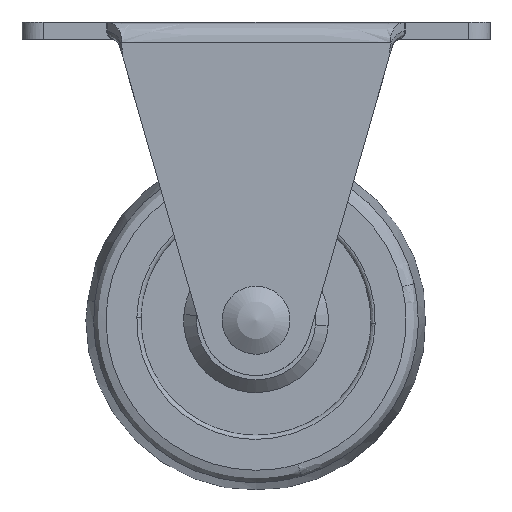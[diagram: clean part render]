
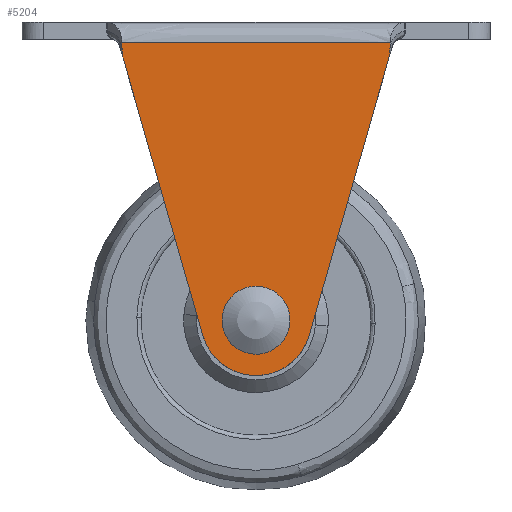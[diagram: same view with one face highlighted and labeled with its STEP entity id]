
A CAD part, front view. The second image highlights one B-rep face of the part: STEP entity #5204.
In plain terms, the highlighted free-form (B-spline) face has degree [1, 1] with [2, 2] control points.
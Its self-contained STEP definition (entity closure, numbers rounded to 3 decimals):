
#2179=CARTESIAN_POINT('',(2.994,-12.0,-34.817));
#2180=VERTEX_POINT('',#2179);
#2186=CARTESIAN_POINT('',(0.0,-12.0,-32.));
#2187=VERTEX_POINT('',#2186);
#2188=CARTESIAN_POINT('',(0.0,-12.0,-32.));
#2189=CARTESIAN_POINT('',(2.822,-12.0,-32.));
#2190=CARTESIAN_POINT('',(2.994,-12.0,-34.817));
#2198=(BOUNDED_CURVE()B_SPLINE_CURVE(2,(#2188,#2189,#2190),.UNSPECIFIED.,.F.,.U.)B_SPLINE_CURVE_WITH_KNOTS((3,3),(0.5,0.739),.UNSPECIFIED.)CURVE()GEOMETRIC_REPRESENTATION_ITEM()RATIONAL_B_SPLINE_CURVE((1.0,0.72,0.976))REPRESENTATION_ITEM(''));
#2199=EDGE_CURVE('',#2187,#2180,#2198,.T.);
#2201=CARTESIAN_POINT('',(-2.979,-12.0,-35.354));
#2202=VERTEX_POINT('',#2201);
#2203=CARTESIAN_POINT('',(-2.979,-12.,-35.354));
#2204=CARTESIAN_POINT('',(-3.,-12.0,-35.178));
#2205=CARTESIAN_POINT('',(-3.,-12.0,-35.0));
#2206=CARTESIAN_POINT('',(-3.,-12.0,-32.));
#2207=CARTESIAN_POINT('',(0.0,-12.0,-32.));
#2215=(BOUNDED_CURVE()B_SPLINE_CURVE(2,(#2203,#2204,#2205,#2206,#2207),.UNSPECIFIED.,.F.,.U.)B_SPLINE_CURVE_WITH_KNOTS((3,2,3),(0.23,0.25,0.5),.UNSPECIFIED.)CURVE()GEOMETRIC_REPRESENTATION_ITEM()RATIONAL_B_SPLINE_CURVE((0.956,0.976,1.0,0.707,1.0))REPRESENTATION_ITEM(''));
#2216=EDGE_CURVE('',#2202,#2187,#2215,.T.);
#2260=CARTESIAN_POINT('',(0.0,-12.0,-38.));
#2261=VERTEX_POINT('',#2260);
#2262=CARTESIAN_POINT('',(0.0,-12.0,-38.));
#2263=CARTESIAN_POINT('',(-2.665,-12.0,-38.));
#2264=CARTESIAN_POINT('',(-2.979,-12.,-35.354));
#2272=(BOUNDED_CURVE()B_SPLINE_CURVE(2,(#2262,#2263,#2264),.UNSPECIFIED.,.F.,.U.)B_SPLINE_CURVE_WITH_KNOTS((3,3),(0.0,0.23),.UNSPECIFIED.)CURVE()GEOMETRIC_REPRESENTATION_ITEM()RATIONAL_B_SPLINE_CURVE((1.0,0.731,0.956))REPRESENTATION_ITEM(''));
#2273=EDGE_CURVE('',#2261,#2202,#2272,.T.);
#2275=CARTESIAN_POINT('',(2.994,-12.,-34.817));
#2276=CARTESIAN_POINT('',(3.,-12.,-34.908));
#2277=CARTESIAN_POINT('',(3.,-12.0,-35.0));
#2278=CARTESIAN_POINT('',(3.,-12.0,-38.));
#2279=CARTESIAN_POINT('',(0.0,-12.0,-38.));
#2287=(BOUNDED_CURVE()B_SPLINE_CURVE(2,(#2275,#2276,#2277,#2278,#2279),.UNSPECIFIED.,.F.,.U.)B_SPLINE_CURVE_WITH_KNOTS((3,2,3),(0.739,0.75,1.0),.UNSPECIFIED.)CURVE()GEOMETRIC_REPRESENTATION_ITEM()RATIONAL_B_SPLINE_CURVE((0.976,0.988,1.0,0.707,1.0))REPRESENTATION_ITEM(''));
#2288=EDGE_CURVE('',#2180,#2261,#2287,.T.);
#3185=CARTESIAN_POINT('',(15.49,-12.0,-4.642));
#3186=VERTEX_POINT('',#3185);
#3187=CARTESIAN_POINT('',(15.75,-12.0,-2.97));
#3188=VERTEX_POINT('',#3187);
#3189=CARTESIAN_POINT('',(15.49,-12.0,-4.642));
#3190=CARTESIAN_POINT('',(15.75,-12.,-3.739));
#3191=CARTESIAN_POINT('',(15.75,-12.0,-2.97));
#3199=(BOUNDED_CURVE()B_SPLINE_CURVE(2,(#3189,#3190,#3191),.UNSPECIFIED.,.F.,.U.)CURVE()GEOMETRIC_REPRESENTATION_ITEM()QUASI_UNIFORM_CURVE()RATIONAL_B_SPLINE_CURVE((1.0,0.945,1.0))REPRESENTATION_ITEM(''));
#3200=EDGE_CURVE('',#3186,#3188,#3199,.T.);
#3364=CARTESIAN_POINT('',(-15.49,-12.0,-4.642));
#3365=VERTEX_POINT('',#3364);
#3371=CARTESIAN_POINT('',(-15.75,-12.0,-2.97));
#3372=VERTEX_POINT('',#3371);
#3373=CARTESIAN_POINT('',(-15.75,-12.0,-2.97));
#3374=CARTESIAN_POINT('',(-15.75,-12.,-3.739));
#3375=CARTESIAN_POINT('',(-15.49,-12.0,-4.642));
#3383=(BOUNDED_CURVE()B_SPLINE_CURVE(2,(#3373,#3374,#3375),.UNSPECIFIED.,.F.,.U.)CURVE()GEOMETRIC_REPRESENTATION_ITEM()QUASI_UNIFORM_CURVE()RATIONAL_B_SPLINE_CURVE((1.0,0.945,1.0))REPRESENTATION_ITEM(''));
#3384=EDGE_CURVE('',#3372,#3365,#3383,.T.);
#4003=CARTESIAN_POINT('',(-15.75,-12.0,-2.4));
#4004=VERTEX_POINT('',#4003);
#4044=CARTESIAN_POINT('',(15.75,-12.0,-2.4));
#4045=VERTEX_POINT('',#4044);
#4046=CARTESIAN_POINT('',(15.75,-12.0,-2.4));
#4047=CARTESIAN_POINT('',(10.5,-12.0,-2.4));
#4048=CARTESIAN_POINT('',(5.25,-12.0,-2.4));
#4049=CARTESIAN_POINT('',(0.,-12.0,-2.4));
#4050=CARTESIAN_POINT('',(-5.25,-12.0,-2.4));
#4051=CARTESIAN_POINT('',(-10.5,-12.0,-2.4));
#4052=CARTESIAN_POINT('',(-15.75,-12.0,-2.4));
#4053=B_SPLINE_CURVE_WITH_KNOTS('',3,(#4046,#4047,#4048,#4049,#4050,#4051,#4052),.UNSPECIFIED.,.F.,.U.,(4,3,4),(0.41,0.5,0.59),.UNSPECIFIED.);
#4054=EDGE_CURVE('',#4045,#4004,#4053,.T.);
#4392=CARTESIAN_POINT('',(6.247,-12.0,-36.796));
#4393=VERTEX_POINT('',#4392);
#4394=CARTESIAN_POINT('',(15.49,-12.0,-4.642));
#4395=CARTESIAN_POINT('',(6.247,-12.0,-36.796));
#4396=QUASI_UNIFORM_CURVE('',1,(#4394,#4395),.UNSPECIFIED.,.F.,.U.);
#4397=EDGE_CURVE('',#3186,#4393,#4396,.T.);
#4420=CARTESIAN_POINT('',(-6.247,-12.0,-36.796));
#4421=VERTEX_POINT('',#4420);
#4422=CARTESIAN_POINT('',(-6.247,-12.0,-36.796));
#4423=CARTESIAN_POINT('',(-15.49,-12.0,-4.642));
#4424=QUASI_UNIFORM_CURVE('',1,(#4422,#4423),.UNSPECIFIED.,.F.,.U.);
#4425=EDGE_CURVE('',#4421,#3365,#4424,.T.);
#4464=CARTESIAN_POINT('',(-6.247,-12.0,-36.796));
#4465=CARTESIAN_POINT('',(-4.895,-12.,-41.5));
#4466=CARTESIAN_POINT('',(0.,-12.0,-41.5));
#4467=CARTESIAN_POINT('',(4.895,-12.,-41.5));
#4468=CARTESIAN_POINT('',(6.247,-12.0,-36.796));
#4476=(BOUNDED_CURVE()B_SPLINE_CURVE(2,(#4464,#4465,#4466,#4467,#4468),.UNSPECIFIED.,.F.,.U.)B_SPLINE_CURVE_WITH_KNOTS((3,2,3),(0.0,0.5,1.0),.UNSPECIFIED.)CURVE()GEOMETRIC_REPRESENTATION_ITEM()RATIONAL_B_SPLINE_CURVE((1.0,0.799,1.0,0.799,1.0))REPRESENTATION_ITEM(''));
#4477=EDGE_CURVE('',#4421,#4393,#4476,.T.);
#5084=CARTESIAN_POINT('',(15.75,-12.0,-2.97));
#5085=CARTESIAN_POINT('',(15.75,-12.0,-2.4));
#5086=QUASI_UNIFORM_CURVE('',1,(#5084,#5085),.UNSPECIFIED.,.F.,.U.);
#5087=EDGE_CURVE('',#3188,#4045,#5086,.T.);
#5102=CARTESIAN_POINT('',(-15.75,-12.0,-2.97));
#5103=CARTESIAN_POINT('',(-15.75,-12.0,-2.4));
#5104=QUASI_UNIFORM_CURVE('',1,(#5102,#5103),.UNSPECIFIED.,.F.,.U.);
#5105=EDGE_CURVE('',#3372,#4004,#5104,.T.);
#5183=CARTESIAN_POINT('',(-17.323,-12.0,-0.447));
#5184=CARTESIAN_POINT('',(-17.323,-12.0,-43.453));
#5185=CARTESIAN_POINT('',(17.323,-12.0,-0.447));
#5186=CARTESIAN_POINT('',(17.323,-12.0,-43.453));
#5187=B_SPLINE_SURFACE_WITH_KNOTS('',1,1,((#5183,#5185),(#5184,#5186)),.UNSPECIFIED.,.F.,.F.,.U.,(2,2),(2,2),(0.0,43.006),(0.0,34.647),.UNSPECIFIED.);
#5188=ORIENTED_EDGE('',*,*,#5105,.F.);
#5189=ORIENTED_EDGE('',*,*,#3384,.T.);
#5190=ORIENTED_EDGE('',*,*,#4425,.F.);
#5191=ORIENTED_EDGE('',*,*,#4477,.T.);
#5192=ORIENTED_EDGE('',*,*,#4397,.F.);
#5193=ORIENTED_EDGE('',*,*,#3200,.T.);
#5194=ORIENTED_EDGE('',*,*,#5087,.T.);
#5195=ORIENTED_EDGE('',*,*,#4054,.T.);
#5196=EDGE_LOOP('',(#5188,#5189,#5190,#5191,#5192,#5193,#5194,#5195));
#5197=FACE_OUTER_BOUND('',#5196,.T.);
#5198=ORIENTED_EDGE('',*,*,#2199,.T.);
#5199=ORIENTED_EDGE('',*,*,#2288,.T.);
#5200=ORIENTED_EDGE('',*,*,#2273,.T.);
#5201=ORIENTED_EDGE('',*,*,#2216,.T.);
#5202=EDGE_LOOP('',(#5198,#5199,#5200,#5201));
#5203=FACE_BOUND('',#5202,.T.);
#5204=ADVANCED_FACE('',(#5197,#5203),#5187,.T.);
